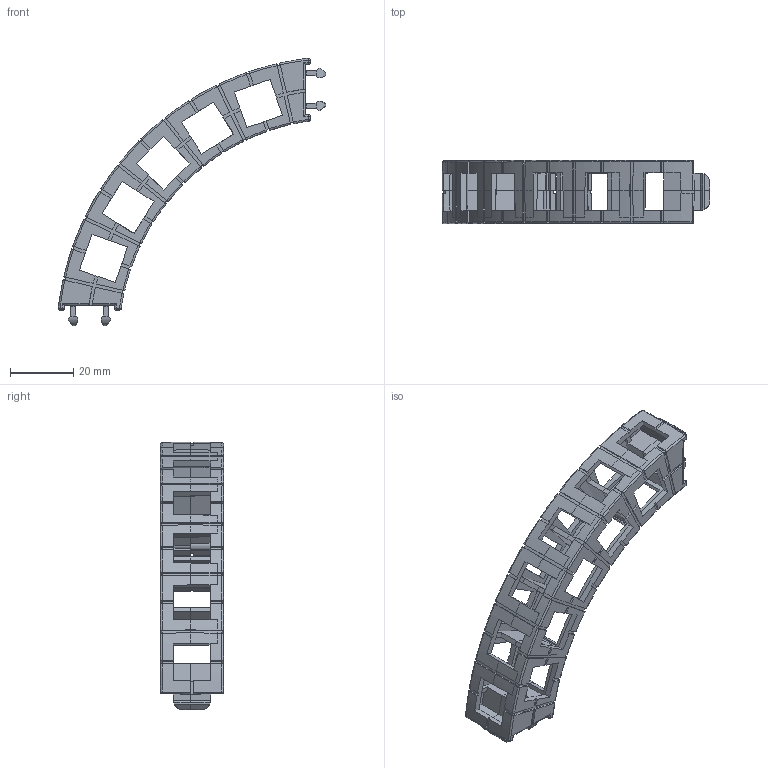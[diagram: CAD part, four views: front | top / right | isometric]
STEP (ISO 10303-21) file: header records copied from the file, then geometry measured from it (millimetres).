
FILE_DESCRIPTION (( 'STEP AP203' ), '1' );
FILE_NAME ('20-00278b.STEP', '2014-04-13T23:53:18', ( 'Nicholas Morozovsky' ), ( '' ), 'SwSTEP 2.0', 'SolidWorks 2012', '' );
FILE_SCHEMA (( 'CONFIG_CONTROL_DESIGN' ));
Length unit declared in the file: millimetre
Products named in the file (1): 20-00278b
Bounding box: 84.94 x 20 x 84.94 mm (x, y, z)
Volume: 12369.7 mm3; surface area: 16585.8 mm2
Topology: 2 solids, 2 shells, 1025 faces, 2989 edges, 1960 vertices
Faces by surface type: plane 606, cone 193, cylinder 148, torus 48, sphere 16, bspline 14
Entity records: 35287 total; most frequent: CARTESIAN_POINT 8812, ORIENTED_EDGE 5946, DIRECTION 5169, EDGE_CURVE 2973, VERTEX_POINT 1960, AXIS2_PLACEMENT_3D 1788, VECTOR 1593, LINE 1593
